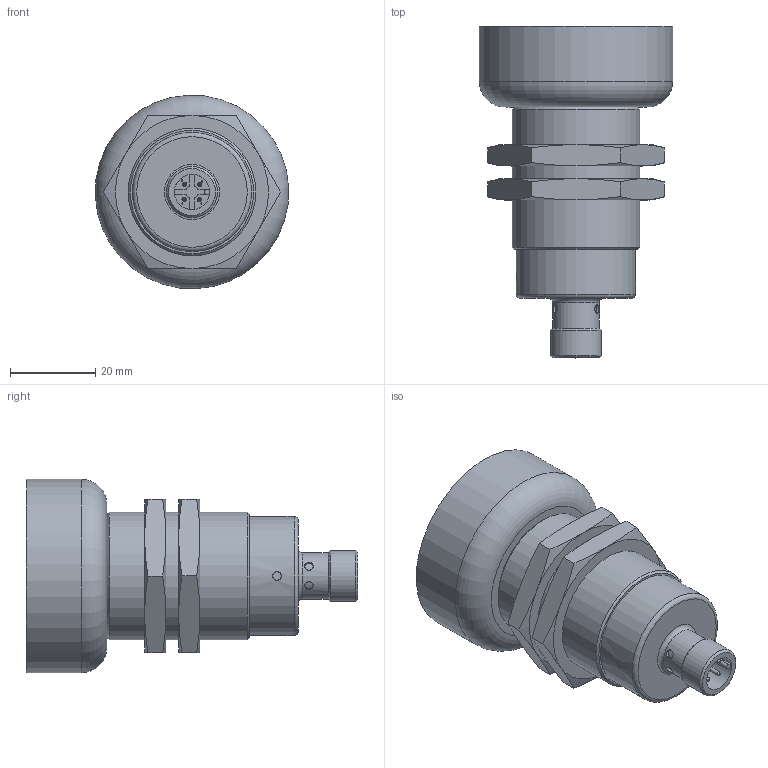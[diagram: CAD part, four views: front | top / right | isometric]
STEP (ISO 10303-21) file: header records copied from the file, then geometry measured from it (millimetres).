
FILE_DESCRIPTION (( 'STEP AP214' ), '1' );
FILE_NAME ('US30M6000G3-B4.STEP', '2025-11-05T16:39:10', ( '' ), ( '' ), 'SwSTEP 2.0', 'SolidWorks 2024', '' );
FILE_SCHEMA (( 'AUTOMOTIVE_DESIGN' ));
Length unit declared in the file: millimetre
Products named in the file (1): US30M6000G3-B4
Bounding box: 45.45 x 78 x 45.45 mm (x, y, z)
Volume: 66190 mm3; surface area: 14767.3 mm2
Topology: 3 solids, 16 shells, 448 faces, 1162 edges, 761 vertices
Faces by surface type: plane 341, cylinder 56, cone 48, torus 3
Full cylindrical faces by diameter (mm): 1 x11, 1.05 x11, 1.5 x4, 2 x5, 3 x1, 8.3 x1, 9.8 x1, 10.9 x1, 12 x1, 28 x1, 28.376 x2, 29.5 x1, 30 x1, 45.5 x1
Entity records: 13685 total; most frequent: CARTESIAN_POINT 3046, ORIENTED_EDGE 2144, DIRECTION 2064, EDGE_CURVE 1072, VECTOR 840, LINE 840, VERTEX_POINT 740, AXIS2_PLACEMENT_3D 612
